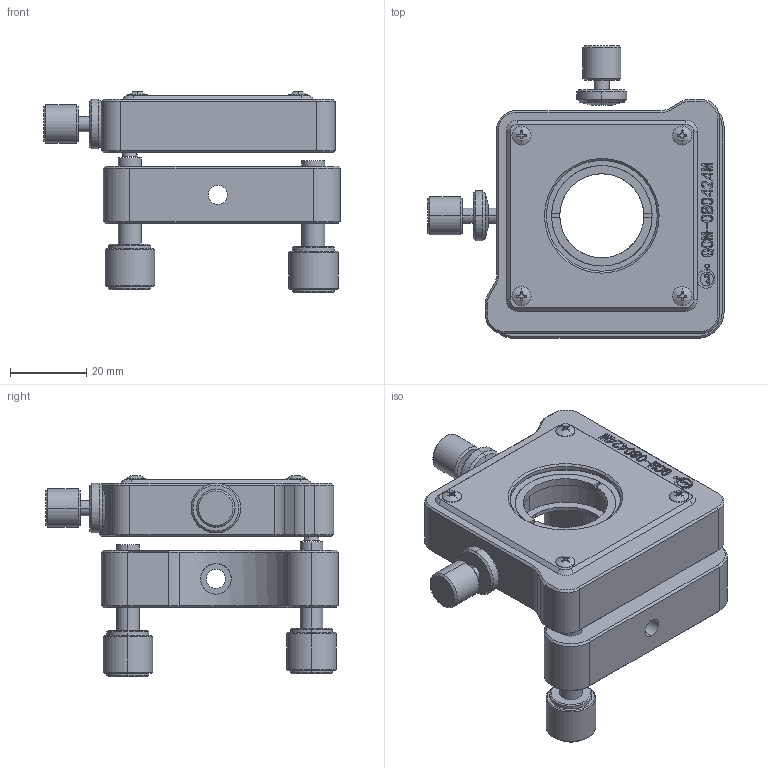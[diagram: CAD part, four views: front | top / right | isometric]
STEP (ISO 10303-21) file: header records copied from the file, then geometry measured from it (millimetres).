
FILE_DESCRIPTION (( 'STEP AP203' ), '1' );
FILE_NAME ('GCM-080424蚾饜极(俋倛芞).STEP', '2021-09-29T08:05:51', ( '' ), ( '' ), 'SwSTEP 2.0', 'SolidWorks 2015', '' );
FILE_SCHEMA (( 'CONFIG_CONTROL_DESIGN' ));
Length unit declared in the file: millimetre
Products named in the file (1): GCM-080424蚾饜极(俋倛芞)
Bounding box: 77.5 x 76.5 x 52.65 mm (x, y, z)
Surface area: 20787.9 mm2 (no closed solid volume)
Topology: 0 solids, 8 shells, 447 faces, 1272 edges, 831 vertices
Faces by surface type: plane 208, cylinder 119, cone 76, bspline 44
Entity records: 18365 total; most frequent: CARTESIAN_POINT 6921, DIRECTION 2318, ORIENTED_EDGE 2243, EDGE_CURVE 1268, VERTEX_POINT 831, AXIS2_PLACEMENT_3D 780, VECTOR 758, LINE 758
